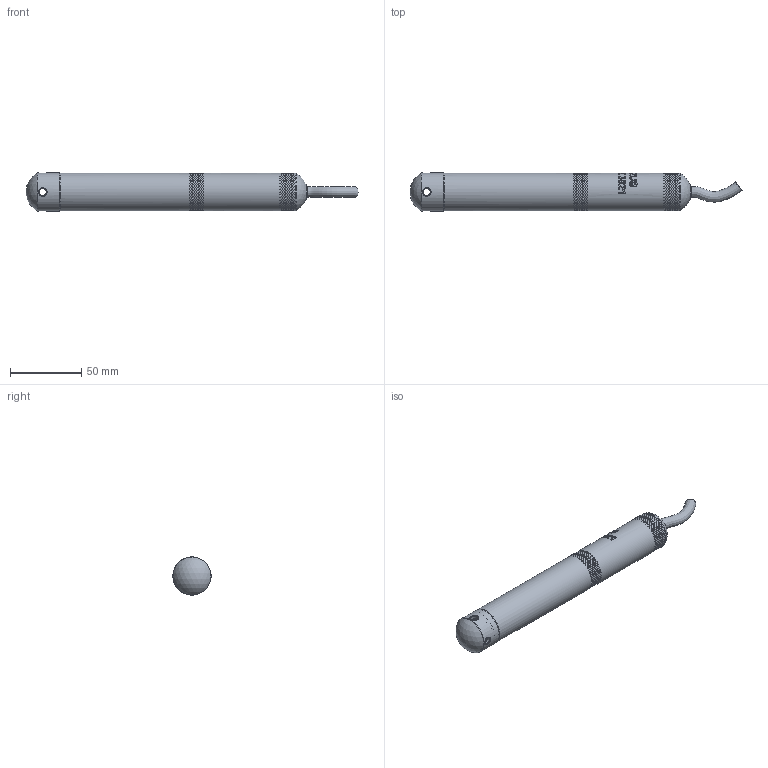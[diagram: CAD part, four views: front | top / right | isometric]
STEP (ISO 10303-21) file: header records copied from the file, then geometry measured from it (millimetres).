
FILE_DESCRIPTION(/* description */ (''),/* implementation_level */ '2;1');
FILE_NAME(/* name */ 'ALZ3821_longer.step',/* time_stamp */ '2021-07-26T09:45:02+03:00',/* author */ (''),/* organization */ (''),/* preprocessor_version */ 'ST-DEVELOPER v18.1',/* originating_system */ 'Autodesk Translation Framework v10.9.0.1377',/* authorisation */ '');
FILE_SCHEMA (('AUTOMOTIVE_DESIGN { 1 0 10303 214 3 1 1 }'));
Length unit declared in the file: millimetre
Products named in the file (3): АЛЗ 3820 (3821) - filled; cover (1); ALZ long
Assembly tree (2 placements, depth 2):
  АЛЗ 3820 (3821) - filled
    cover (1)
    ALZ long
Bounding box: 232.58 x 26.7 x 26.7 mm (x, y, z)
Volume: 103455.7 mm3; surface area: 21449.6 mm2
Topology: 3 solids, 4 shells, 5110 faces, 10583 edges, 5507 vertices
Faces by surface type: bspline 4067, cylinder 917, plane 108, torus 13, cone 3, sphere 2
Full cylindrical faces by diameter (mm): 7.6 x2, 18.5 x2, 21.6 x1, 25.25 x1, 25.45 x1, 25.65 x2, 26.5 x3, 26.7 x1
Entity records: 186778 total; most frequent: CARTESIAN_POINT 113671, ORIENTED_EDGE 21166, EDGE_CURVE 10583, B_SPLINE_CURVE_WITH_KNOTS 9905, VERTEX_POINT 5507, EDGE_LOOP 5146, FACE_OUTER_BOUND 5110, ADVANCED_FACE 5110
